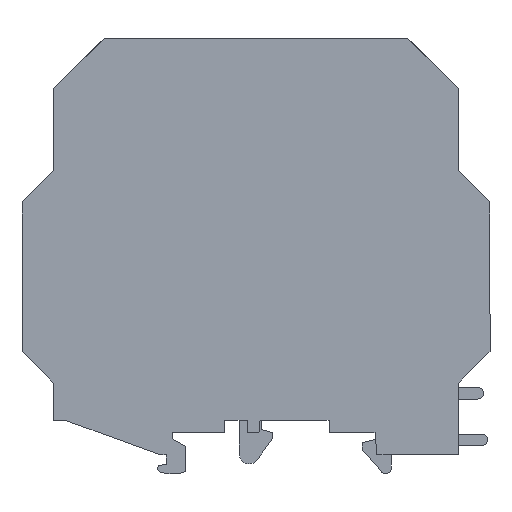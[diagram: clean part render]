
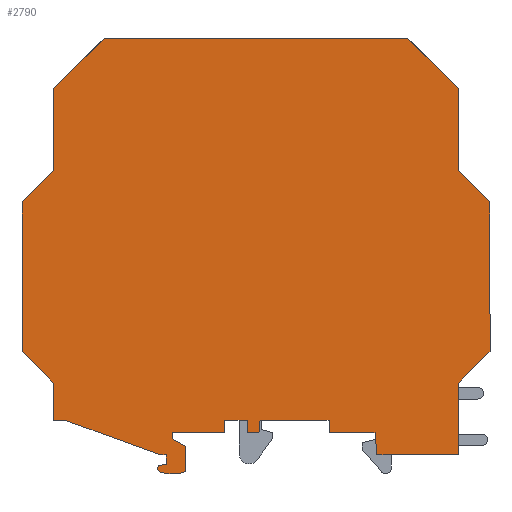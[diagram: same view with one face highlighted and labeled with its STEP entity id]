
A CAD part, left-side view. The second image highlights one B-rep face of the part: STEP entity #2790.
In plain terms, the highlighted face is planar.
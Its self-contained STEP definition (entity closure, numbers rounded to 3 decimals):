
#10=CARTESIAN_POINT('',(59.402,-63.9,-24.9));
#20=DIRECTION('',(0.,0.,-1.));
#30=DIRECTION('',(1.,0.,0.));
#40=AXIS2_PLACEMENT_3D('',#10,#20,#30);
#50=PLANE('',#40);
#60=CARTESIAN_POINT('',(-10.,0.,-24.9));
#70=DIRECTION('',(0.,1.,0.));
#80=VECTOR('',#70,1.);
#90=LINE('',#60,#80);
#100=CARTESIAN_POINT('',(-10.,-33.9,-24.9));
#110=VERTEX_POINT('',#100);
#120=CARTESIAN_POINT('',(-10.,-19.7,-24.9));
#130=VERTEX_POINT('',#120);
#140=EDGE_CURVE('',#110,#130,#90,.T.);
#150=ORIENTED_EDGE('',*,*,#140,.T.);
#160=CARTESIAN_POINT('',(23.9,0.,-24.9));
#170=DIRECTION('',(0.707,0.707,
0.));
#180=VECTOR('',#170,1.);
#190=LINE('',#160,#180);
#200=CARTESIAN_POINT('',(-15.5,-39.4,-24.9));
#210=VERTEX_POINT('',#200);
#220=EDGE_CURVE('',#210,#110,#190,.T.);
#230=ORIENTED_EDGE('',*,*,#220,.T.);
#240=CARTESIAN_POINT('',(-15.5,0.,-24.9));
#250=DIRECTION('',(0.,1.,0.));
#260=VECTOR('',#250,1.);
#270=LINE('',#240,#260);
#280=CARTESIAN_POINT('',(-15.5,-65.4,-24.9));
#290=VERTEX_POINT('',#280);
#300=EDGE_CURVE('',#290,#210,#270,.T.);
#310=ORIENTED_EDGE('',*,*,#300,.T.);
#320=CARTESIAN_POINT('',(0.,-80.9,-24.9));
#330=DIRECTION('',(-0.707,0.707,
0.));
#340=VECTOR('',#330,1.);
#350=LINE('',#320,#340);
#360=CARTESIAN_POINT('',(-10.,-70.9,-24.9));
#370=VERTEX_POINT('',#360);
#380=EDGE_CURVE('',#370,#290,#350,.T.);
#390=ORIENTED_EDGE('',*,*,#380,.T.);
#400=CARTESIAN_POINT('',(-10.,-83.4,-24.9));
#410=VERTEX_POINT('',#400);
#420=EDGE_CURVE('',#410,#370,#90,.T.);
#430=ORIENTED_EDGE('',*,*,#420,.T.);
#440=CARTESIAN_POINT('',(0.,-83.4,-24.9));
#450=DIRECTION('',(1.,0.,0.));
#460=VECTOR('',#450,1.);
#470=LINE('',#440,#460);
#480=CARTESIAN_POINT('',(4.159,-83.4,-24.9));
#490=VERTEX_POINT('',#480);
#500=EDGE_CURVE('',#410,#490,#470,.T.);
#510=ORIENTED_EDGE('',*,*,#500,.F.);
#520=CARTESIAN_POINT('',(11.455,0.,-24.9));
#530=DIRECTION('',(0.087,0.996,
0.));
#540=VECTOR('',#530,1.);
#550=LINE('',#520,#540);
#560=CARTESIAN_POINT('',(4.5,-79.5,-24.9));
#570=VERTEX_POINT('',#560);
#580=EDGE_CURVE('',#490,#570,#550,.T.);
#590=ORIENTED_EDGE('',*,*,#580,.F.);
#600=CARTESIAN_POINT('',(0.,-79.5,-24.9));
#610=DIRECTION('',(1.,0.,0.));
#620=VECTOR('',#610,1.);
#630=LINE('',#600,#620);
#640=CARTESIAN_POINT('',(12.5,-79.5,-24.9));
#650=VERTEX_POINT('',#640);
#660=EDGE_CURVE('',#570,#650,#630,.T.);
#670=ORIENTED_EDGE('',*,*,#660,.F.);
#680=CARTESIAN_POINT('',(12.5,0.,-24.9));
#690=DIRECTION('',(0.,1.,0.));
#700=VECTOR('',#690,1.);
#710=LINE('',#680,#700);
#720=CARTESIAN_POINT('',(12.5,-77.4,-24.9));
#730=VERTEX_POINT('',#720);
#740=EDGE_CURVE('',#650,#730,#710,.T.);
#750=ORIENTED_EDGE('',*,*,#740,.F.);
#760=CARTESIAN_POINT('',(0.,-77.4,-24.9));
#770=DIRECTION('',(1.,0.,0.));
#780=VECTOR('',#770,1.);
#790=LINE('',#760,#780);
#800=CARTESIAN_POINT('',(24.5,-77.4,-24.9));
#810=VERTEX_POINT('',#800);
#820=EDGE_CURVE('',#730,#810,#790,.T.);
#830=ORIENTED_EDGE('',*,*,#820,.F.);
#840=CARTESIAN_POINT('',(17.728,0.,-24.9));
#850=DIRECTION('',(0.087,-0.996,
0.));
#860=VECTOR('',#850,1.);
#870=LINE('',#840,#860);
#880=CARTESIAN_POINT('',(24.684,-79.5,-24.9));
#890=VERTEX_POINT('',#880);
#900=EDGE_CURVE('',#810,#890,#870,.T.);
#910=ORIENTED_EDGE('',*,*,#900,.F.);
#920=CARTESIAN_POINT('',(0.,-79.5,-24.9));
#930=DIRECTION('',(1.,0.,0.));
#940=VECTOR('',#930,1.);
#950=LINE('',#920,#940);
#960=CARTESIAN_POINT('',(26.7,-79.5,-24.9));
#970=VERTEX_POINT('',#960);
#980=EDGE_CURVE('',#890,#970,#950,.T.);
#990=ORIENTED_EDGE('',*,*,#980,.F.);
#1000=CARTESIAN_POINT('',(26.7,0.,-24.9));
#1010=DIRECTION('',(0.,1.,0.));
#1020=VECTOR('',#1010,1.);
#1030=LINE('',#1000,#1020);
#1040=CARTESIAN_POINT('',(26.7,-77.4,-24.9));
#1050=VERTEX_POINT('',#1040);
#1060=EDGE_CURVE('',#970,#1050,#1030,.T.);
#1070=ORIENTED_EDGE('',*,*,#1060,.F.);
#1080=CARTESIAN_POINT('',(30.7,-77.4,-24.9));
#1090=VERTEX_POINT('',#1080);
#1100=EDGE_CURVE('',#1050,#1090,#790,.T.);
#1110=ORIENTED_EDGE('',*,*,#1100,.F.);
#1120=CARTESIAN_POINT('',(30.7,0.,-24.9));
#1130=DIRECTION('',(0.,-1.,0.));
#1140=VECTOR('',#1130,1.);
#1150=LINE('',#1120,#1140);
#1160=CARTESIAN_POINT('',(30.7,-79.5,-24.9));
#1170=VERTEX_POINT('',#1160);
#1180=EDGE_CURVE('',#1090,#1170,#1150,.T.);
#1190=ORIENTED_EDGE('',*,*,#1180,.F.);
#1200=CARTESIAN_POINT('',(0.,-79.5,-24.9));
#1210=DIRECTION('',(1.,0.,0.));
#1220=VECTOR('',#1210,1.);
#1230=LINE('',#1200,#1220);
#1240=CARTESIAN_POINT('',(39.8,-79.5,-24.9));
#1250=VERTEX_POINT('',#1240);
#1260=EDGE_CURVE('',#1170,#1250,#1230,.T.);
#1270=ORIENTED_EDGE('',*,*,#1260,.F.);
#1280=CARTESIAN_POINT('',(39.8,0.,-24.9));
#1290=DIRECTION('',(0.,-1.,0.));
#1300=VECTOR('',#1290,1.);
#1310=LINE('',#1280,#1300);
#1320=CARTESIAN_POINT('',(39.8,-80.6,-24.9));
#1330=VERTEX_POINT('',#1320);
#1340=EDGE_CURVE('',#1250,#1330,#1310,.T.);
#1350=ORIENTED_EDGE('',*,*,#1340,.F.);
#1360=CARTESIAN_POINT('',(0.,-103.579,-24.9));
#1370=DIRECTION('',(-0.866,-0.5,0.));
#1380=VECTOR('',#1370,1.);
#1390=LINE('',#1360,#1380);
#1400=CARTESIAN_POINT('',(37.5,-81.928,-24.9));
#1410=VERTEX_POINT('',#1400);
#1420=EDGE_CURVE('',#1330,#1410,#1390,.T.);
#1430=ORIENTED_EDGE('',*,*,#1420,.F.);
#1440=CARTESIAN_POINT('',(37.5,0.,-24.9));
#1450=DIRECTION('',(0.,-1.,0.));
#1460=VECTOR('',#1450,1.);
#1470=LINE('',#1440,#1460);
#1480=CARTESIAN_POINT('',(37.5,-86.323,-24.9));
#1490=VERTEX_POINT('',#1480);
#1500=EDGE_CURVE('',#1410,#1490,#1470,.T.);
#1510=ORIENTED_EDGE('',*,*,#1500,.F.);
#1520=CARTESIAN_POINT('',(39.8,-79.5,-24.9));
#1530=DIRECTION('',(0.,0.,-1.));
#1540=DIRECTION('',(-1.,0.,0.));
#1550=AXIS2_PLACEMENT_3D('',#1520,#1530,#1540);
#1560=CIRCLE('',#1550,7.2);
#1570=CARTESIAN_POINT('',(41.753,-86.43,-24.9));
#1580=VERTEX_POINT('',#1570);
#1590=EDGE_CURVE('',#1580,#1490,#1560,.T.);
#1600=ORIENTED_EDGE('',*,*,#1590,.T.);
#1610=CARTESIAN_POINT('',(41.55,-85.708,-24.9));
#1620=DIRECTION('',(0.,0.,-1.));
#1630=DIRECTION('',(-1.,0.,0.));
#1640=AXIS2_PLACEMENT_3D('',#1610,#1620,#1630);
#1650=CIRCLE('',#1640,0.75);
#1660=CARTESIAN_POINT('',(42.3,-85.708,-24.9));
#1670=VERTEX_POINT('',#1660);
#1680=EDGE_CURVE('',#1670,#1580,#1650,.T.);
#1690=ORIENTED_EDGE('',*,*,#1680,.T.);
#1700=CARTESIAN_POINT('',(41.772,-85.708,-24.9));
#1710=DIRECTION('',(0.,0.,1.));
#1720=DIRECTION('',(1.,0.,0.));
#1730=AXIS2_PLACEMENT_3D('',#1700,#1710,#1720);
#1740=CIRCLE('',#1730,0.528);
#1750=CARTESIAN_POINT('',(41.864,-85.188,-24.9));
#1760=VERTEX_POINT('',#1750);
#1770=EDGE_CURVE('',#1670,#1760,#1740,.T.);
#1780=ORIENTED_EDGE('',*,*,#1770,.F.);
#1790=CARTESIAN_POINT('',(0.,-77.806,-24.9));
#1800=DIRECTION('',(-0.985,0.174,
0.));
#1810=VECTOR('',#1800,1.);
#1820=LINE('',#1790,#1810);
#1830=CARTESIAN_POINT('',(40.8,-85.,-24.9));
#1840=VERTEX_POINT('',#1830);
#1850=EDGE_CURVE('',#1760,#1840,#1820,.T.);
#1860=ORIENTED_EDGE('',*,*,#1850,.F.);
#1870=CARTESIAN_POINT('',(40.8,0.,-24.9));
#1880=DIRECTION('',(0.,1.,0.));
#1890=VECTOR('',#1880,1.);
#1900=LINE('',#1870,#1890);
#1910=CARTESIAN_POINT('',(40.8,-83.4,-24.9));
#1920=VERTEX_POINT('',#1910);
#1930=EDGE_CURVE('',#1840,#1920,#1900,.T.);
#1940=ORIENTED_EDGE('',*,*,#1930,.F.);
#1950=CARTESIAN_POINT('',(0.,-83.4,-24.9));
#1960=DIRECTION('',(1.,0.,0.));
#1970=VECTOR('',#1960,1.);
#1980=LINE('',#1950,#1970);
#1990=CARTESIAN_POINT('',(41.8,-83.4,-24.9));
#2000=VERTEX_POINT('',#1990);
#2010=EDGE_CURVE('',#1920,#2000,#1980,.T.);
#2020=ORIENTED_EDGE('',*,*,#2010,.F.);
#2030=CARTESIAN_POINT('',(0.,-98.614,-24.9))
;
#2040=DIRECTION('',(0.94,0.342,
0.));
#2050=VECTOR('',#2040,1.);
#2060=LINE('',#2030,#2050);
#2070=CARTESIAN_POINT('',(58.285,-77.4,-24.9));
#2080=VERTEX_POINT('',#2070);
#2090=EDGE_CURVE('',#2000,#2080,#2060,.T.);
#2100=ORIENTED_EDGE('',*,*,#2090,.F.);
#2110=CARTESIAN_POINT('',(0.,-77.4,-24.9));
#2120=DIRECTION('',(-1.,0.,0.));
#2130=VECTOR('',#2120,1.);
#2140=LINE('',#2110,#2130);
#2150=CARTESIAN_POINT('',(60.4,-77.4,-24.9));
#2160=VERTEX_POINT('',#2150);
#2170=EDGE_CURVE('',#2160,#2080,#2140,.T.);
#2180=ORIENTED_EDGE('',*,*,#2170,.T.);
#2190=CARTESIAN_POINT('',(60.4,0.,-24.9));
#2200=DIRECTION('',(0.,-1.,0.));
#2210=VECTOR('',#2200,1.);
#2220=LINE('',#2190,#2210);
#2230=CARTESIAN_POINT('',(60.4,-70.9,-24.9));
#2240=VERTEX_POINT('',#2230);
#2250=EDGE_CURVE('',#2240,#2160,#2220,.T.);
#2260=ORIENTED_EDGE('',*,*,#2250,.T.);
#2270=CARTESIAN_POINT('',(0.,-131.3,-24.9));
#2280=DIRECTION('',(-0.707,-0.707,
0.));
#2290=VECTOR('',#2280,1.);
#2300=LINE('',#2270,#2290);
#2310=CARTESIAN_POINT('',(65.9,-65.4,-24.9));
#2320=VERTEX_POINT('',#2310);
#2330=EDGE_CURVE('',#2320,#2240,#2300,.T.);
#2340=ORIENTED_EDGE('',*,*,#2330,.T.);
#2350=CARTESIAN_POINT('',(65.9,0.,-24.9));
#2360=DIRECTION('',(0.,-1.,0.));
#2370=VECTOR('',#2360,1.);
#2380=LINE('',#2350,#2370);
#2390=CARTESIAN_POINT('',(65.9,-39.4,-24.9));
#2400=VERTEX_POINT('',#2390);
#2410=EDGE_CURVE('',#2400,#2320,#2380,.T.);
#2420=ORIENTED_EDGE('',*,*,#2410,.T.);
#2430=CARTESIAN_POINT('',(26.5,0.,-24.9));
#2440=DIRECTION('',(0.707,-0.707,
0.));
#2450=VECTOR('',#2440,1.);
#2460=LINE('',#2430,#2450);
#2470=CARTESIAN_POINT('',(60.4,-33.9,-24.9));
#2480=VERTEX_POINT('',#2470);
#2490=EDGE_CURVE('',#2480,#2400,#2460,.T.);
#2500=ORIENTED_EDGE('',*,*,#2490,.T.);
#2510=CARTESIAN_POINT('',(60.4,-19.7,-24.9));
#2520=VERTEX_POINT('',#2510);
#2530=EDGE_CURVE('',#2520,#2480,#2220,.T.);
#2540=ORIENTED_EDGE('',*,*,#2530,.T.);
#2550=CARTESIAN_POINT('',(40.7,0.,-24.9));
#2560=DIRECTION('',(-0.707,0.707,
0.));
#2570=VECTOR('',#2560,1.);
#2580=LINE('',#2550,#2570);
#2590=CARTESIAN_POINT('',(51.6,-10.9,-24.9));
#2600=VERTEX_POINT('',#2590);
#2610=EDGE_CURVE('',#2520,#2600,#2580,.T.);
#2620=ORIENTED_EDGE('',*,*,#2610,.F.);
#2630=CARTESIAN_POINT('',(0.,-10.9,-24.9));
#2640=DIRECTION('',(-1.,0.,0.));
#2650=VECTOR('',#2640,1.);
#2660=LINE('',#2630,#2650);
#2670=CARTESIAN_POINT('',(-1.2,-10.9,-24.9));
#2680=VERTEX_POINT('',#2670);
#2690=EDGE_CURVE('',#2600,#2680,#2660,.T.);
#2700=ORIENTED_EDGE('',*,*,#2690,.F.);
#2710=CARTESIAN_POINT('',(0.,-9.7,-24.9))
;
#2720=DIRECTION('',(-0.707,-0.707,
0.));
#2730=VECTOR('',#2720,1.);
#2740=LINE('',#2710,#2730);
#2750=EDGE_CURVE('',#2680,#130,#2740,.T.);
#2760=ORIENTED_EDGE('',*,*,#2750,.F.);
#2770=EDGE_LOOP('',(#2760,#2700,#2620,#2540,#2500,#2420,#2340,#2260,
#2180,#2100,#2020,#1940,#1860,#1780,#1690,#1600,#1510,#1430,#1350,#1270,
#1190,#1110,#1070,#990,#910,#830,#750,#670,#590,#510,#430,#390,#310,#230
,#150));
#2780=FACE_OUTER_BOUND('',#2770,.T.);
#2790=ADVANCED_FACE('',(#2780),#50,.T.);
